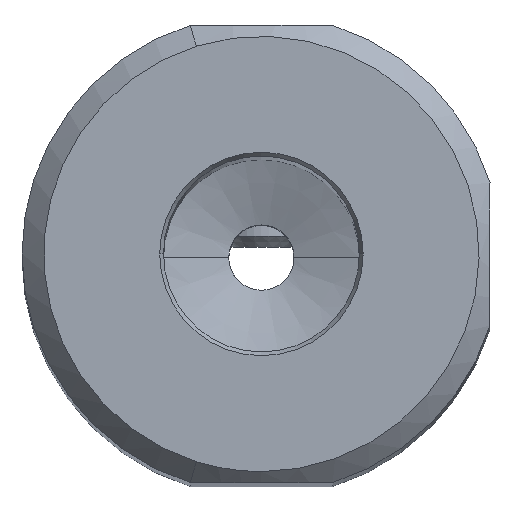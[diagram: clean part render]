
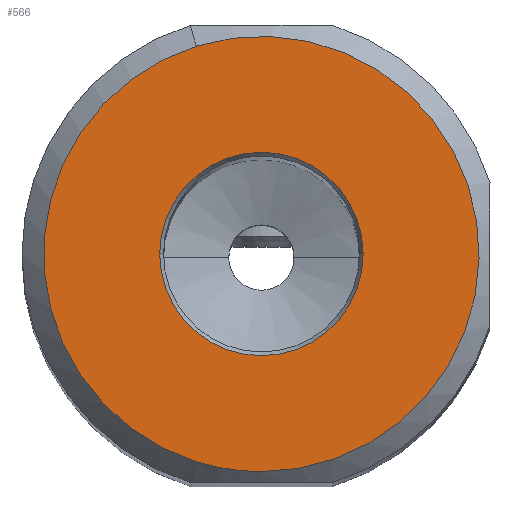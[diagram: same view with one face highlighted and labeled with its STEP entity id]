
A CAD part, top view. The second image highlights one B-rep face of the part: STEP entity #566.
In plain terms, the highlighted planar face has unit normal (0, 0, 1).
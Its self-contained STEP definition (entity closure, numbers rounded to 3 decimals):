
#566=ADVANCED_FACE('',(#716,#717),#668,.T.);
#668=PLANE('',#2119);
#716=FACE_BOUND('',#752,.T.);
#717=FACE_BOUND('',#753,.T.);
#752=EDGE_LOOP('',(#953,#954,#955));
#753=EDGE_LOOP('',(#956,#957));
#953=ORIENTED_EDGE('',*,*,#1633,.F.);
#954=ORIENTED_EDGE('',*,*,#1642,.F.);
#955=ORIENTED_EDGE('',*,*,#1641,.F.);
#956=ORIENTED_EDGE('',*,*,#1643,.F.);
#957=ORIENTED_EDGE('',*,*,#1644,.F.);
#1447=VERTEX_POINT('',#3221);
#1448=VERTEX_POINT('',#3223);
#1454=VERTEX_POINT('',#3250);
#1455=VERTEX_POINT('',#3254);
#1456=VERTEX_POINT('',#3255);
#1633=EDGE_CURVE('',#1447,#1448,#1880,.T.);
#1641=EDGE_CURVE('',#1448,#1454,#1883,.T.);
#1642=EDGE_CURVE('',#1454,#1447,#1884,.T.);
#1643=EDGE_CURVE('',#1455,#1456,#1885,.T.);
#1644=EDGE_CURVE('',#1456,#1455,#1886,.T.);
#1880=CIRCLE('',#2110,10.);
#1883=CIRCLE('',#2114,10.);
#1884=CIRCLE('',#2115,10.);
#1885=CIRCLE('',#2117,4.673);
#1886=CIRCLE('',#2118,4.673);
#2110=AXIS2_PLACEMENT_3D('',#3222,#2401,#2402);
#2114=AXIS2_PLACEMENT_3D('',#3249,#2410,#2411);
#2115=AXIS2_PLACEMENT_3D('',#3251,#2412,#2413);
#2117=AXIS2_PLACEMENT_3D('',#3253,#2416,#2417);
#2118=AXIS2_PLACEMENT_3D('',#3256,#2418,#2419);
#2119=AXIS2_PLACEMENT_3D('',#3257,#2420,#2421);
#2401=DIRECTION('',(0.,0.,-1.));
#2402=DIRECTION('',(-0.298,-0.955,0.));
#2410=DIRECTION('',(0.,0.,-1.));
#2411=DIRECTION('',(-0.298,0.955,0.));
#2412=DIRECTION('',(0.,0.,-1.));
#2413=DIRECTION('',(0.,-1.,0.));
#2416=DIRECTION('',(0.,0.,1.));
#2417=DIRECTION('',(1.,0.,0.));
#2418=DIRECTION('',(0.,0.,1.));
#2419=DIRECTION('',(-1.,0.,0.));
#2420=DIRECTION('',(0.,0.,1.));
#2421=DIRECTION('',(1.,0.,0.));
#3221=CARTESIAN_POINT('',(-2.981,-9.545,0.));
#3222=CARTESIAN_POINT('',(0.,0.,0.));
#3223=CARTESIAN_POINT('',(-2.981,9.545,0.));
#3249=CARTESIAN_POINT('',(0.,0.,0.));
#3250=CARTESIAN_POINT('',(0.,-10.,0.));
#3251=CARTESIAN_POINT('',(0.,0.,0.));
#3253=CARTESIAN_POINT('',(0.,0.,0.));
#3254=CARTESIAN_POINT('',(4.673,0.,0.));
#3255=CARTESIAN_POINT('',(-4.673,0.,0.));
#3256=CARTESIAN_POINT('',(0.,0.,0.));
#3257=CARTESIAN_POINT('',(-0.006,0.005,0.));
